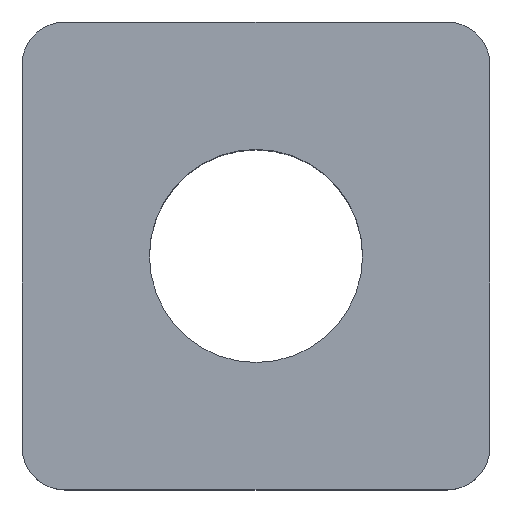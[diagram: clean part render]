
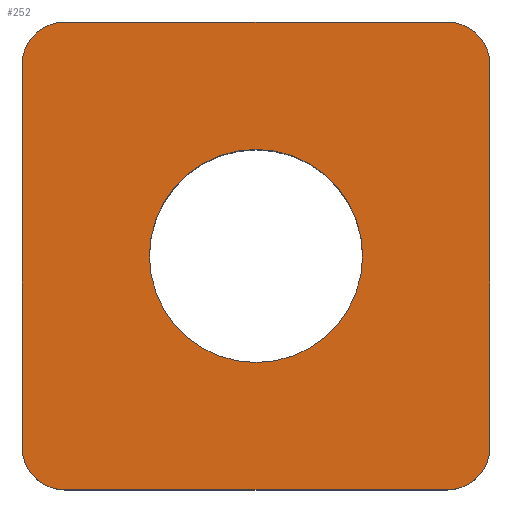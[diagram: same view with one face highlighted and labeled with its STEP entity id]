
A CAD part, top view. The second image highlights one B-rep face of the part: STEP entity #252.
In plain terms, the highlighted planar face has unit normal (0, 0, 1).
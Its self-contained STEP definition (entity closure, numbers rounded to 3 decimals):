
#9 = EDGE_CURVE ( 'NONE', #680, #449, #132, .T. ) ;
#11 = CARTESIAN_POINT ( 'NONE',  ( 0., 0., 80. ) ) ;
#12 = ORIENTED_EDGE ( 'NONE', *, *, #71, .T. ) ;
#16 = DIRECTION ( 'NONE',  ( 0., 0., 1. ) ) ;
#25 = DIRECTION ( 'NONE',  ( 0., 0., 1. ) ) ;
#34 = VERTEX_POINT ( 'NONE', #316 ) ;
#37 = VERTEX_POINT ( 'NONE', #250 ) ;
#42 = LINE ( 'NONE', #636, #491 ) ;
#46 = EDGE_CURVE ( 'NONE', #238, #37, #514, .T. ) ;
#49 = CIRCLE ( 'NONE', #438, 25.05 ) ;
#57 = VECTOR ( 'NONE', #199, 1000. ) ;
#71 = EDGE_CURVE ( 'NONE', #544, #238, #645, .T. ) ;
#89 = ORIENTED_EDGE ( 'NONE', *, *, #582, .T. ) ;
#100 = AXIS2_PLACEMENT_3D ( 'NONE', #11, #224, #667 ) ;
#114 = AXIS2_PLACEMENT_3D ( 'NONE', #436, #25, #181 ) ;
#118 = DIRECTION ( 'NONE',  ( 1., 0., 0. ) ) ;
#128 = EDGE_CURVE ( 'NONE', #34, #680, #42, .T. ) ;
#132 = CIRCLE ( 'NONE', #469, 10. ) ;
#138 = CIRCLE ( 'NONE', #530, 25.05 ) ;
#153 = ORIENTED_EDGE ( 'NONE', *, *, #655, .T. ) ;
#158 = LINE ( 'NONE', #420, #509 ) ;
#165 = VERTEX_POINT ( 'NONE', #270 ) ;
#181 = DIRECTION ( 'NONE',  ( -1., 0., 0. ) ) ;
#184 = ORIENTED_EDGE ( 'NONE', *, *, #563, .F. ) ;
#198 = CARTESIAN_POINT ( 'NONE',  ( 55., -45., 80. ) ) ;
#199 = DIRECTION ( 'NONE',  ( -1., 0., 0. ) ) ;
#201 = CARTESIAN_POINT ( 'NONE',  ( 45., 55., 80. ) ) ;
#215 = DIRECTION ( 'NONE',  ( 0., 0., 1. ) ) ;
#217 = CARTESIAN_POINT ( 'NONE',  ( 55., -55., 80. ) ) ;
#224 = DIRECTION ( 'NONE',  ( 0., 0., -1. ) ) ;
#225 = VERTEX_POINT ( 'NONE', #605 ) ;
#228 = AXIS2_PLACEMENT_3D ( 'NONE', #482, #579, #586 ) ;
#238 = VERTEX_POINT ( 'NONE', #429 ) ;
#250 = CARTESIAN_POINT ( 'NONE',  ( -55., 45., 80. ) ) ;
#252 = ADVANCED_FACE ( 'NONE', ( #278, #612 ), #490, .F. ) ;
#267 = CARTESIAN_POINT ( 'NONE',  ( 0., 0., 80. ) ) ;
#270 = CARTESIAN_POINT ( 'NONE',  ( -55., -45., 80. ) ) ;
#272 = CARTESIAN_POINT ( 'NONE',  ( -45., -45., 80. ) ) ;
#278 = FACE_OUTER_BOUND ( 'NONE', #620, .T. ) ;
#279 = ORIENTED_EDGE ( 'NONE', *, *, #570, .F. ) ;
#283 = ORIENTED_EDGE ( 'NONE', *, *, #128, .T. ) ;
#291 = VECTOR ( 'NONE', #428, 1000. ) ;
#295 = CARTESIAN_POINT ( 'NONE',  ( 45., -45., 80. ) ) ;
#300 = ORIENTED_EDGE ( 'NONE', *, *, #528, .T. ) ;
#316 = CARTESIAN_POINT ( 'NONE',  ( -45., -55., 80. ) ) ;
#341 = CARTESIAN_POINT ( 'NONE',  ( 45., -55., 80. ) ) ;
#347 = DIRECTION ( 'NONE',  ( -1., 0., 0. ) ) ;
#351 = DIRECTION ( 'NONE',  ( 0., 0., 1. ) ) ;
#357 = DIRECTION ( 'NONE',  ( 1., 0., 0. ) ) ;
#373 = VERTEX_POINT ( 'NONE', #625 ) ;
#385 = ORIENTED_EDGE ( 'NONE', *, *, #9, .T. ) ;
#415 = ORIENTED_EDGE ( 'NONE', *, *, #695, .T. ) ;
#420 = CARTESIAN_POINT ( 'NONE',  ( -55., -55., 80. ) ) ;
#428 = DIRECTION ( 'NONE',  ( 0., 1., 0. ) ) ;
#429 = CARTESIAN_POINT ( 'NONE',  ( -45., 55., 80. ) ) ;
#433 = LINE ( 'NONE', #217, #291 ) ;
#436 = CARTESIAN_POINT ( 'NONE',  ( 45., 45., 80. ) ) ;
#438 = AXIS2_PLACEMENT_3D ( 'NONE', #483, #215, #118 ) ;
#449 = VERTEX_POINT ( 'NONE', #198 ) ;
#466 = CARTESIAN_POINT ( 'NONE',  ( 55., 45., 80. ) ) ;
#469 = AXIS2_PLACEMENT_3D ( 'NONE', #295, #351, #347 ) ;
#470 = DIRECTION ( 'NONE',  ( 0., -1., 0. ) ) ;
#472 = VERTEX_POINT ( 'NONE', #466 ) ;
#482 = CARTESIAN_POINT ( 'NONE',  ( -45., 45., 80. ) ) ;
#483 = CARTESIAN_POINT ( 'NONE',  ( 0., 0., 80. ) ) ;
#490 = PLANE ( 'NONE',  #100 ) ;
#491 = VECTOR ( 'NONE', #357, 1000. ) ;
#505 = ORIENTED_EDGE ( 'NONE', *, *, #46, .T. ) ;
#508 = CIRCLE ( 'NONE', #114, 10. ) ;
#509 = VECTOR ( 'NONE', #470, 1000. ) ;
#514 = CIRCLE ( 'NONE', #228, 10. ) ;
#516 = EDGE_LOOP ( 'NONE', ( #184, #279 ) ) ;
#528 = EDGE_CURVE ( 'NONE', #37, #165, #158, .T. ) ;
#530 = AXIS2_PLACEMENT_3D ( 'NONE', #267, #549, #647 ) ;
#544 = VERTEX_POINT ( 'NONE', #201 ) ;
#549 = DIRECTION ( 'NONE',  ( 0., 0., 1. ) ) ;
#563 = EDGE_CURVE ( 'NONE', #373, #225, #49, .T. ) ;
#570 = EDGE_CURVE ( 'NONE', #225, #373, #138, .T. ) ;
#579 = DIRECTION ( 'NONE',  ( 0., 0., 1. ) ) ;
#582 = EDGE_CURVE ( 'NONE', #449, #472, #433, .T. ) ;
#586 = DIRECTION ( 'NONE',  ( -1., 0., 0. ) ) ;
#605 = CARTESIAN_POINT ( 'NONE',  ( 25.05, 0., 80. ) ) ;
#612 = FACE_BOUND ( 'NONE', #516, .T. ) ;
#620 = EDGE_LOOP ( 'NONE', ( #12, #505, #300, #415, #283, #385, #89, #153 ) ) ;
#625 = CARTESIAN_POINT ( 'NONE',  ( -25.05, 0., 80. ) ) ;
#636 = CARTESIAN_POINT ( 'NONE',  ( -55., -55., 80. ) ) ;
#639 = CARTESIAN_POINT ( 'NONE',  ( -55., 55., 80. ) ) ;
#645 = LINE ( 'NONE', #639, #57 ) ;
#647 = DIRECTION ( 'NONE',  ( 1., 0., 0. ) ) ;
#653 = DIRECTION ( 'NONE',  ( -1., 0., 0. ) ) ;
#655 = EDGE_CURVE ( 'NONE', #472, #544, #508, .T. ) ;
#659 = CIRCLE ( 'NONE', #690, 10. ) ;
#667 = DIRECTION ( 'NONE',  ( -1., 0., 0. ) ) ;
#680 = VERTEX_POINT ( 'NONE', #341 ) ;
#690 = AXIS2_PLACEMENT_3D ( 'NONE', #272, #16, #653 ) ;
#695 = EDGE_CURVE ( 'NONE', #165, #34, #659, .T. ) ;
